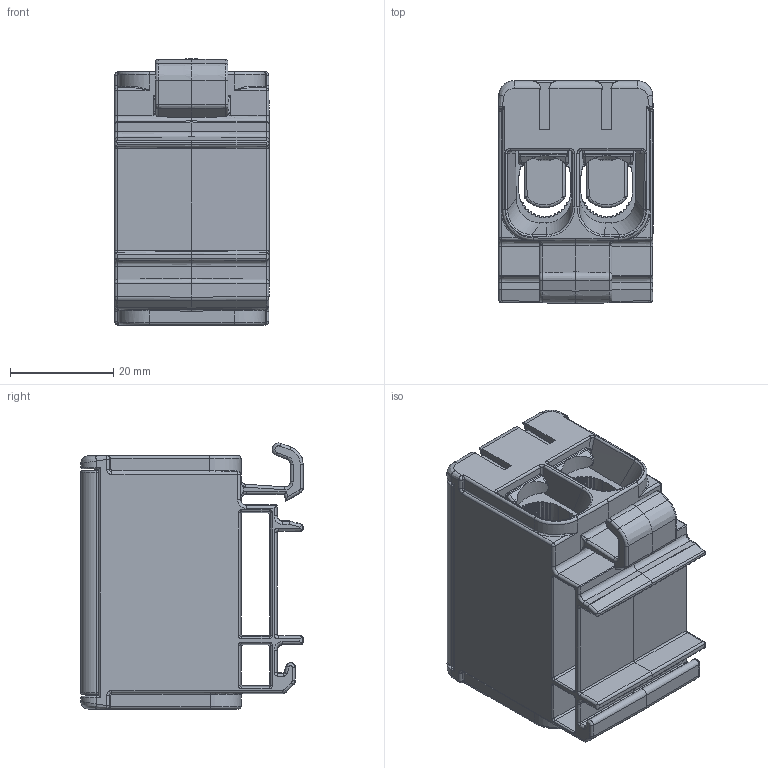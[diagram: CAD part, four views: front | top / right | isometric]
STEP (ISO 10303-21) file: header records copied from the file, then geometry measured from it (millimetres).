
FILE_DESCRIPTION((''),'2;1');
FILE_NAME('PROCUS_KE66_ASM','2015-05-19T',('kjell_andersson'),(''),'PRO/ENGINEER BY PARAMETRIC TECHNOLOGY CORPORATION, 2013230','PRO/ENGINEER BY PARAMETRIC TECHNOLOGY CORPORATION, 2013230','');
FILE_SCHEMA(('CONFIG_CONTROL_DESIGN'));
Products named in the file (6): PMR1580; PSK105; PTK103; PMR1581; PEM737; PROCUS_KE66_ASM
Assembly tree (8 placements, depth 2):
  PROCUS_KE66_ASM
    PMR1580
    PSK105
    PTK103  x4
    PMR1581
    PEM737
Bounding box: 29.9 x 43 x 51.5 mm (x, y, z)
Volume: 27325.8 mm3; surface area: 32804.2 mm2
Topology: 8 solids, 8 shells, 3131 faces, 8439 edges, 5370 vertices
Faces by surface type: plane 1372, cylinder 1147, bspline 433, cone 84, sphere 61, torus 34
Entity records: 138103 total; most frequent: CARTESIAN_POINT 66376, ORIENTED_EDGE 16330, DIRECTION 12917, EDGE_CURVE 8165, VERTEX_POINT 5208, VECTOR 4627, LINE 4627, AXIS2_PLACEMENT_3D 4145
